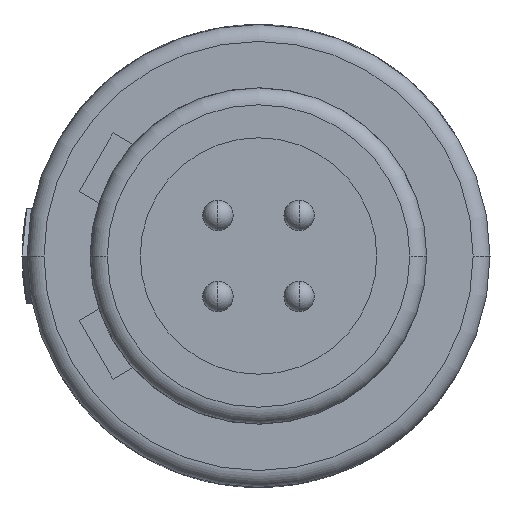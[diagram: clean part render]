
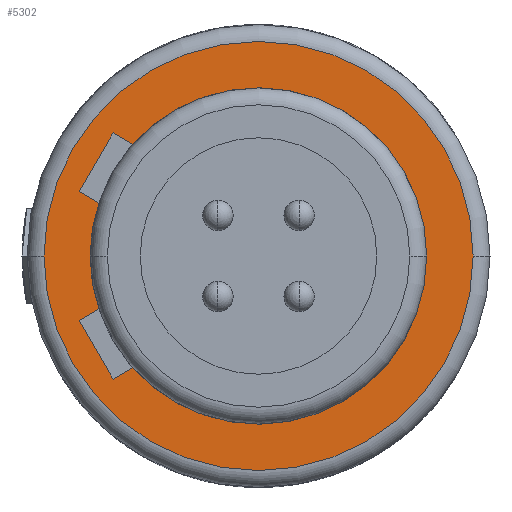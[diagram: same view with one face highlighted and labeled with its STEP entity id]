
A CAD part, left-side view. The second image highlights one B-rep face of the part: STEP entity #5302.
In plain terms, the highlighted planar face has unit normal (-1, 0, 0).
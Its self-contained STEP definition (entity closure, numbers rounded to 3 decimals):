
#1730=CARTESIAN_POINT('',(-6.7,0.,0.));
#1731=DIRECTION('',(-1.,0.,0.));
#1732=DIRECTION('',(0.,-1.,0.));
#1733=AXIS2_PLACEMENT_3D('',#1730,#1731,#1732);
#1735=CARTESIAN_POINT('',(-6.7,0.,0.));
#1736=DIRECTION('',(-1.,0.,0.));
#1737=DIRECTION('',(0.,1.,0.));
#1738=AXIS2_PLACEMENT_3D('',#1735,#1736,#1737);
#1740=DIRECTION('',(0.,0.866,-0.5));
#1741=VECTOR('',#1740,0.677);
#1742=CARTESIAN_POINT('',(-6.7,3.721,-3.303));
#1743=LINE('',#1742,#1741);
#1744=DIRECTION('',(0.,0.866,0.5));
#1745=VECTOR('',#1744,0.677);
#1746=CARTESIAN_POINT('',(-6.7,3.721,3.303));
#1747=LINE('',#1746,#1745);
#1748=DIRECTION('',(0.,-0.5,0.866));
#1749=VECTOR('',#1748,2.);
#1750=CARTESIAN_POINT('',(-6.7,5.306,1.909));
#1751=LINE('',#1750,#1749);
#1752=DIRECTION('',(0.,0.866,0.5));
#1753=VECTOR('',#1752,0.677);
#1754=CARTESIAN_POINT('',(-6.7,4.721,1.571));
#1755=LINE('',#1754,#1753);
#1756=DIRECTION('',(0.,0.866,-0.5));
#1757=VECTOR('',#1756,0.677);
#1758=CARTESIAN_POINT('',(-6.7,4.721,-1.571));
#1759=LINE('',#1758,#1757);
#1760=DIRECTION('',(0.,0.5,0.866));
#1761=VECTOR('',#1760,2.);
#1762=CARTESIAN_POINT('',(-6.7,4.306,-3.641));
#1763=LINE('',#1762,#1761);
#1798=CARTESIAN_POINT('',(-6.7,0.,0.));
#1799=DIRECTION('',(-1.,0.,0.));
#1800=DIRECTION('',(0.,1.,0.));
#1801=AXIS2_PLACEMENT_3D('',#1798,#1799,#1800);
#1816=CARTESIAN_POINT('',(-6.7,0.,0.));
#1817=DIRECTION('',(-1.,0.,0.));
#1818=DIRECTION('',(0.,0.748,-0.664));
#1819=AXIS2_PLACEMENT_3D('',#1816,#1817,#1818);
#1829=CARTESIAN_POINT('',(-6.7,0.,0.));
#1830=DIRECTION('',(1.,0.,0.));
#1831=DIRECTION('',(0.,0.748,0.664));
#1832=AXIS2_PLACEMENT_3D('',#1829,#1830,#1831);
#1839=CARTESIAN_POINT('',(-6.7,0.,0.));
#1840=DIRECTION('',(1.,0.,0.));
#1841=DIRECTION('',(0.,1.,0.));
#1842=AXIS2_PLACEMENT_3D('',#1839,#1840,#1841);
#2651=CARTESIAN_POINT('',(-6.7,-6.35,0.));
#2652=CARTESIAN_POINT('',(-6.7,6.35,0.));
#2653=VERTEX_POINT('',#2651);
#2654=VERTEX_POINT('',#2652);
#2667=CARTESIAN_POINT('',(-6.7,4.975,0.));
#2668=VERTEX_POINT('',#2667);
#2669=CARTESIAN_POINT('',(-6.7,-4.975,0.));
#2670=VERTEX_POINT('',#2669);
#3027=CARTESIAN_POINT('',(-6.7,4.306,3.641));
#3028=VERTEX_POINT('',#3027);
#3031=CARTESIAN_POINT('',(-6.7,5.306,1.909));
#3032=VERTEX_POINT('',#3031);
#3039=CARTESIAN_POINT('',(-6.7,4.306,-3.641));
#3040=VERTEX_POINT('',#3039);
#3043=CARTESIAN_POINT('',(-6.7,5.306,-1.909));
#3044=VERTEX_POINT('',#3043);
#3047=CARTESIAN_POINT('',(-6.7,4.721,1.571));
#3048=VERTEX_POINT('',#3047);
#3049=CARTESIAN_POINT('',(-6.7,3.721,3.303));
#3050=VERTEX_POINT('',#3049);
#3051=CARTESIAN_POINT('',(-6.7,3.721,-3.303));
#3052=VERTEX_POINT('',#3051);
#3053=CARTESIAN_POINT('',(-6.7,4.721,-1.571));
#3054=VERTEX_POINT('',#3053);
#5270=CARTESIAN_POINT('',(-6.7,0.,0.));
#5271=DIRECTION('',(1.,0.,0.));
#5272=DIRECTION('',(0.,-1.,0.));
#5273=AXIS2_PLACEMENT_3D('',#5270,#5271,#5272);
#5274=PLANE('',#5273);
#5276=ORIENTED_EDGE('',*,*,#5275,.F.);
#5277=ORIENTED_EDGE('',*,*,#5253,.F.);
#5278=EDGE_LOOP('',(#5276,#5277));
#5279=FACE_OUTER_BOUND('',#5278,.F.);
#5281=ORIENTED_EDGE('',*,*,#5280,.F.);
#5283=ORIENTED_EDGE('',*,*,#5282,.T.);
#5285=ORIENTED_EDGE('',*,*,#5284,.F.);
#5287=ORIENTED_EDGE('',*,*,#5286,.T.);
#5289=ORIENTED_EDGE('',*,*,#5288,.F.);
#5291=ORIENTED_EDGE('',*,*,#5290,.F.);
#5293=ORIENTED_EDGE('',*,*,#5292,.F.);
#5295=ORIENTED_EDGE('',*,*,#5294,.T.);
#5297=ORIENTED_EDGE('',*,*,#5296,.T.);
#5299=ORIENTED_EDGE('',*,*,#5298,.F.);
#5300=EDGE_LOOP('',(#5281,#5283,#5285,#5287,#5289,#5291,#5293,#5295,#5297,
#5299));
#5301=FACE_BOUND('',#5300,.F.);
#1734=CIRCLE('',#1733,6.35);
#1739=CIRCLE('',#1738,6.35);
#1802=CIRCLE('',#1801,4.975);
#1820=CIRCLE('',#1819,4.975);
#1833=CIRCLE('',#1832,4.975);
#1843=CIRCLE('',#1842,4.975);
#5253=EDGE_CURVE('',#2654,#2653,#1739,.T.);
#5275=EDGE_CURVE('',#2653,#2654,#1734,.T.);
#5280=EDGE_CURVE('',#3052,#3040,#1743,.T.);
#5282=EDGE_CURVE('',#3052,#2670,#1820,.T.);
#5284=EDGE_CURVE('',#3050,#2670,#1833,.T.);
#5286=EDGE_CURVE('',#3050,#3028,#1747,.T.);
#5288=EDGE_CURVE('',#3032,#3028,#1751,.T.);
#5290=EDGE_CURVE('',#3048,#3032,#1755,.T.);
#5292=EDGE_CURVE('',#2668,#3048,#1843,.T.);
#5294=EDGE_CURVE('',#2668,#3054,#1802,.T.);
#5296=EDGE_CURVE('',#3054,#3044,#1759,.T.);
#5298=EDGE_CURVE('',#3040,#3044,#1763,.T.);
#5302=ADVANCED_FACE('',(#5279,#5301),#5274,.F.);
